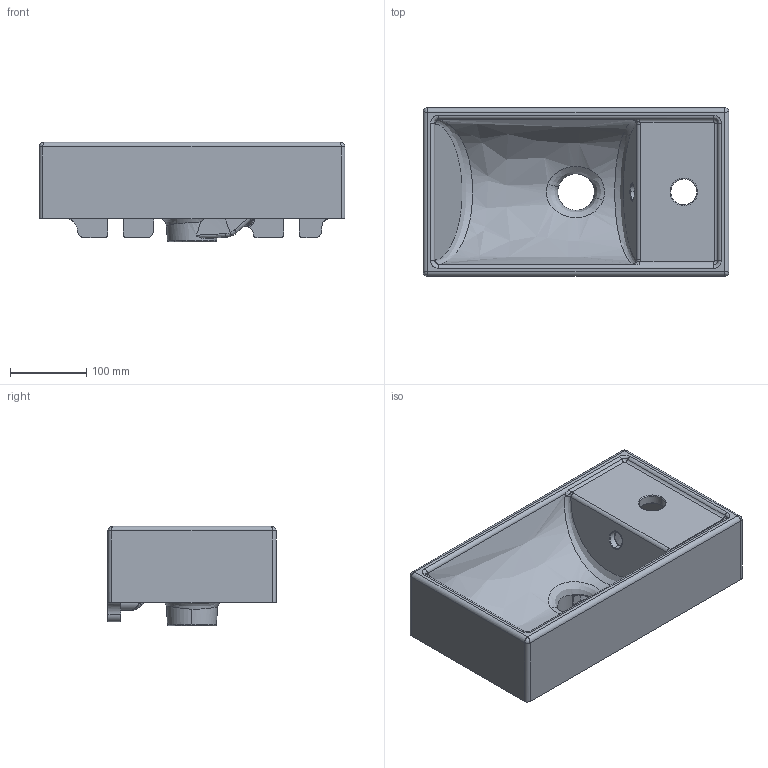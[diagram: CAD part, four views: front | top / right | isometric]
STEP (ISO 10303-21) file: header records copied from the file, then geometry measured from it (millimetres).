
FILE_DESCRIPTION(/* description */ (''),/* implementation_level */ '2;1');
FILE_NAME(/* name */ '4059',/* time_stamp */ '2025-07-02T16:09:27+03:00',/* author */ (''),/* organization */ (''),/* preprocessor_version */ 'ST-DEVELOPER v16.5',/* originating_system */ '',/* authorisation */ '');
FILE_SCHEMA (('AUTOMOTIVE_DESIGN_CC2'));
Length unit declared in the file: millimetre
Products named in the file (1): Block 01
Bounding box: 400 x 220 x 130 mm (x, y, z)
Volume: 109922.5 mm3; surface area: 484793.2 mm2
Topology: 1 solids, 4 shells, 368 faces, 1050 edges, 665 vertices
Faces by surface type: bspline 183, cylinder 120, plane 65
Entity records: 24526 total; most frequent: CARTESIAN_POINT 18400, ORIENTED_EDGE 2024, EDGE_CURVE 1038, VERTEX_POINT 665, B_SPLINE_CURVE_WITH_KNOTS 645, EDGE_LOOP 383, ADVANCED_FACE 368, FACE_OUTER_BOUND 368
